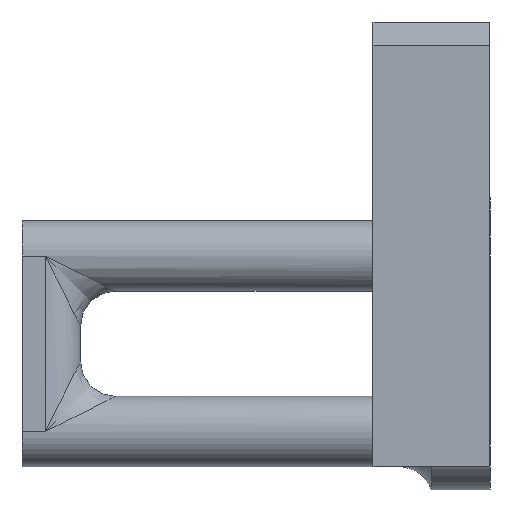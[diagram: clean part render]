
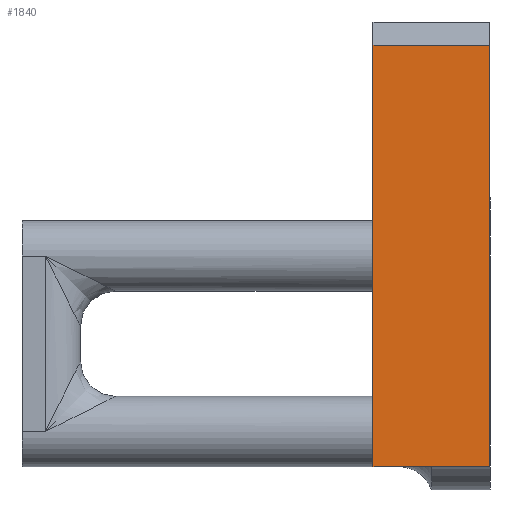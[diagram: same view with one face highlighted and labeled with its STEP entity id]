
A CAD part, front view. The second image highlights one B-rep face of the part: STEP entity #1840.
In plain terms, the highlighted face is planar.
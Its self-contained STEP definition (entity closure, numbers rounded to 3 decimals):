
#51 = LINE ( 'NONE', #259, #2154 ) ;
#230 = ORIENTED_EDGE ( 'NONE', *, *, #309, .F. ) ;
#259 = CARTESIAN_POINT ( 'NONE',  ( -18., 3., 10. ) ) ;
#269 = ORIENTED_EDGE ( 'NONE', *, *, #623, .T. ) ;
#309 = EDGE_CURVE ( 'NONE', #667, #1959, #2645, .T. ) ;
#378 = VECTOR ( 'NONE', #965, 1000. ) ;
#561 = CARTESIAN_POINT ( 'NONE',  ( -18., 3., 0. ) ) ;
#571 = CARTESIAN_POINT ( 'NONE',  ( 18., 3., 10. ) ) ;
#623 = EDGE_CURVE ( 'NONE', #1140, #712, #1285, .T. ) ;
#667 = VERTEX_POINT ( 'NONE', #2165 ) ;
#670 = DIRECTION ( 'NONE',  ( 0., 0., -1. ) ) ;
#684 = EDGE_CURVE ( 'NONE', #667, #1140, #2544, .T. ) ;
#696 = DIRECTION ( 'NONE',  ( -1., 0., 0. ) ) ;
#712 = VERTEX_POINT ( 'NONE', #997 ) ;
#767 = DIRECTION ( 'NONE',  ( -1., 0., 0. ) ) ;
#804 = EDGE_LOOP ( 'NONE', ( #269, #2629, #230, #2561 ) ) ;
#809 = AXIS2_PLACEMENT_3D ( 'NONE', #2136, #916, #1744 ) ;
#916 = DIRECTION ( 'NONE',  ( 0., -1., 0. ) ) ;
#965 = DIRECTION ( 'NONE',  ( 0., 0., -1. ) ) ;
#969 = VECTOR ( 'NONE', #767, 1000. ) ;
#997 = CARTESIAN_POINT ( 'NONE',  ( -18., 3., 0. ) ) ;
#1140 = VERTEX_POINT ( 'NONE', #1405 ) ;
#1150 = FACE_OUTER_BOUND ( 'NONE', #804, .T. ) ;
#1278 = CARTESIAN_POINT ( 'NONE',  ( -18., 3., 10. ) ) ;
#1285 = LINE ( 'NONE', #561, #969 ) ;
#1405 = CARTESIAN_POINT ( 'NONE',  ( 18., 3., 0. ) ) ;
#1675 = EDGE_CURVE ( 'NONE', #1959, #712, #51, .T. ) ;
#1744 = DIRECTION ( 'NONE',  ( 0., 0., -1. ) ) ;
#1840 = ADVANCED_FACE ( 'NONE', ( #1150 ), #2582, .F. ) ;
#1959 = VERTEX_POINT ( 'NONE', #2172 ) ;
#1971 = VECTOR ( 'NONE', #696, 1000. ) ;
#2136 = CARTESIAN_POINT ( 'NONE',  ( -18., 3., 10. ) ) ;
#2154 = VECTOR ( 'NONE', #670, 1000. ) ;
#2165 = CARTESIAN_POINT ( 'NONE',  ( 18., 3., 10. ) ) ;
#2172 = CARTESIAN_POINT ( 'NONE',  ( -18., 3., 10. ) ) ;
#2544 = LINE ( 'NONE', #571, #378 ) ;
#2561 = ORIENTED_EDGE ( 'NONE', *, *, #684, .T. ) ;
#2582 = PLANE ( 'NONE',  #809 ) ;
#2629 = ORIENTED_EDGE ( 'NONE', *, *, #1675, .F. ) ;
#2645 = LINE ( 'NONE', #1278, #1971 ) ;
